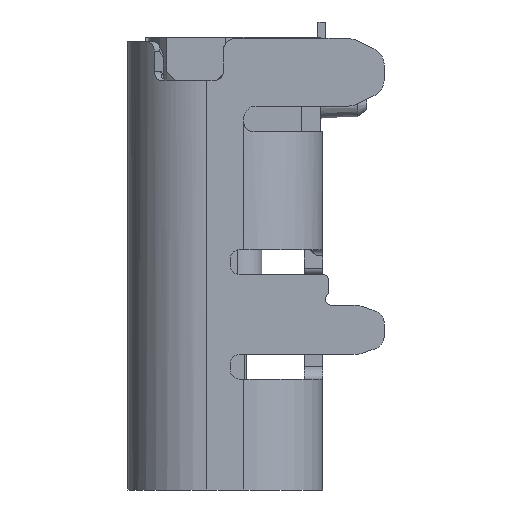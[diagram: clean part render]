
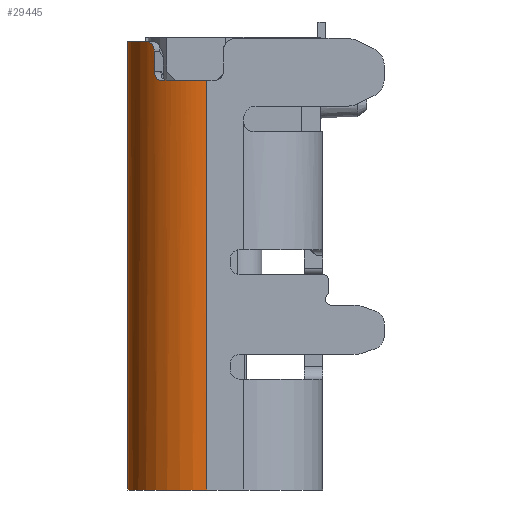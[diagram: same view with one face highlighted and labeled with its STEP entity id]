
A CAD part, left-side view. The second image highlights one B-rep face of the part: STEP entity #29445.
In plain terms, the highlighted cylindrical face has radius 1.28 mm (diameter 2.56 mm), a partial arc.
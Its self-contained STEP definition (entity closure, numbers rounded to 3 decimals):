
#53 = DIRECTION ( 'NONE',  ( 0., 0., -1. ) ) ;
#201 = CARTESIAN_POINT ( 'NONE',  ( -4.091, 1.205, -3.647 ) ) ;
#406 = CARTESIAN_POINT ( 'NONE',  ( -3.19, 0.295, -10.908 ) ) ;
#840 = CARTESIAN_POINT ( 'NONE',  ( -3.19, 1.575, -3.633 ) ) ;
#1574 = B_SPLINE_CURVE_WITH_KNOTS ( 'NONE', 3,
 ( #18456, #10589, #18959, #26634 ),
 .UNSPECIFIED., .F., .F.,
 ( 4, 4 ),
 ( 0., 1. ),
 .UNSPECIFIED. ) ;
#1677 = DIRECTION ( 'NONE',  ( 0., 0., -1. ) ) ;
#1944 = ORIENTED_EDGE ( 'NONE', *, *, #19377, .F. ) ;
#1946 = AXIS2_PLACEMENT_3D ( 'NONE', #23862, #31861, #21123 ) ;
#2196 = ORIENTED_EDGE ( 'NONE', *, *, #33198, .T. ) ;
#2439 = CARTESIAN_POINT ( 'NONE',  ( -4.19, 1.095, -4.242 ) ) ;
#2558 = CARTESIAN_POINT ( 'NONE',  ( -4.143, 1.15, -4.108 ) ) ;
#2586 = ORIENTED_EDGE ( 'NONE', *, *, #33106, .T. ) ;
#2670 = VERTEX_POINT ( 'NONE', #7569 ) ;
#3006 = VERTEX_POINT ( 'NONE', #10646 ) ;
#3974 = CARTESIAN_POINT ( 'NONE',  ( -4.237, 1.031, -4.258 ) ) ;
#4648 = CARTESIAN_POINT ( 'NONE',  ( -4.143, 1.15, -4.108 ) ) ;
#4996 = CARTESIAN_POINT ( 'NONE',  ( -4.143, 1.15, -4.147 ) ) ;
#5372 = DIRECTION ( 'NONE',  ( 0., 0., 1. ) ) ;
#5498 = CARTESIAN_POINT ( 'NONE',  ( -4.143, 1.15, -3.783 ) ) ;
#6099 = CARTESIAN_POINT ( 'NONE',  ( -4.47, 0.295, -10.908 ) ) ;
#6207 = CIRCLE ( 'NONE', #22618, 1.28 ) ;
#6294 = CARTESIAN_POINT ( 'NONE',  ( -4.237, 1.031, -4.258 ) ) ;
#6424 = EDGE_CURVE ( 'NONE', #25064, #26105, #14404, .T. ) ;
#7248 = CARTESIAN_POINT ( 'NONE',  ( -4.214, 1.064, -4.258 ) ) ;
#7569 = CARTESIAN_POINT ( 'NONE',  ( -4.031, 1.26, -3.633 ) ) ;
#8101 = VERTEX_POINT ( 'NONE', #2558 ) ;
#8484 = ORIENTED_EDGE ( 'NONE', *, *, #28406, .F. ) ;
#8495 = ORIENTED_EDGE ( 'NONE', *, *, #11099, .T. ) ;
#8496 = VERTEX_POINT ( 'NONE', #24714 ) ;
#9410 = VERTEX_POINT ( 'NONE', #6099 ) ;
#9681 = CARTESIAN_POINT ( 'NONE',  ( -4.154, 1.138, -4.185 ) ) ;
#9770 = CARTESIAN_POINT ( 'NONE',  ( -4.47, 0.295, -4.258 ) ) ;
#10491 = B_SPLINE_CURVE_WITH_KNOTS ( 'NONE', 3,
 ( #5498, #24007, #20931, #13259, #10846, #201, #15975, #21108 ),
 .UNSPECIFIED., .F., .F.,
 ( 4, 2, 2, 4 ),
 ( 0., 0.25, 0.5, 1. ),
 .UNSPECIFIED. ) ;
#10535 = AXIS2_PLACEMENT_3D ( 'NONE', #12449, #22853, #20633 ) ;
#10548 = CYLINDRICAL_SURFACE ( 'NONE', #29091, 1.28 ) ;
#10589 = CARTESIAN_POINT ( 'NONE',  ( -4.143, 1.15, -3.891 ) ) ;
#10646 = CARTESIAN_POINT ( 'NONE',  ( -3.19, 1.575, -10.908 ) ) ;
#10846 = CARTESIAN_POINT ( 'NONE',  ( -4.122, 1.172, -3.691 ) ) ;
#11037 = ORIENTED_EDGE ( 'NONE', *, *, #14635, .T. ) ;
#11093 = EDGE_CURVE ( 'NONE', #8496, #9410, #12171, .T. ) ;
#11099 = EDGE_CURVE ( 'NONE', #2670, #21165, #6207, .T. ) ;
#11235 = FACE_OUTER_BOUND ( 'NONE', #27247, .T. ) ;
#12015 = CARTESIAN_POINT ( 'NONE',  ( -4.368, 0.795, -4.258 ) ) ;
#12074 = VECTOR ( 'NONE', #28516, 1000. ) ;
#12171 = LINE ( 'NONE', #9770, #15546 ) ;
#12444 = AXIS2_PLACEMENT_3D ( 'NONE', #406, #5372, #18917 ) ;
#12449 = CARTESIAN_POINT ( 'NONE',  ( -3.19, 0.295, -4.258 ) ) ;
#13259 = CARTESIAN_POINT ( 'NONE',  ( -4.129, 1.165, -3.707 ) ) ;
#13292 = VERTEX_POINT ( 'NONE', #6294 ) ;
#14404 = CIRCLE ( 'NONE', #10535, 1.28 ) ;
#14635 = EDGE_CURVE ( 'NONE', #3006, #9410, #26057, .T. ) ;
#14901 = ORIENTED_EDGE ( 'NONE', *, *, #6424, .T. ) ;
#14937 = CARTESIAN_POINT ( 'NONE',  ( -3.19, 0.295, -3.633 ) ) ;
#15132 = EDGE_CURVE ( 'NONE', #33484, #2670, #10491, .T. ) ;
#15546 = VECTOR ( 'NONE', #1677, 1000. ) ;
#15975 = CARTESIAN_POINT ( 'NONE',  ( -4.064, 1.231, -3.633 ) ) ;
#16017 = CARTESIAN_POINT ( 'NONE',  ( -3.19, 0.295, -4.258 ) ) ;
#18418 = DIRECTION ( 'NONE',  ( 0., 0., 1. ) ) ;
#18456 = CARTESIAN_POINT ( 'NONE',  ( -4.143, 1.15, -3.783 ) ) ;
#18907 = ORIENTED_EDGE ( 'NONE', *, *, #11093, .F. ) ;
#18917 = DIRECTION ( 'NONE',  ( 0., 1., 0. ) ) ;
#18959 = CARTESIAN_POINT ( 'NONE',  ( -4.143, 1.15, -3.999 ) ) ;
#19377 = EDGE_CURVE ( 'NONE', #3006, #21165, #28033, .T. ) ;
#20185 = DIRECTION ( 'NONE',  ( 0., 0., -1. ) ) ;
#20633 = DIRECTION ( 'NONE',  ( -0.98, 0.197, 0. ) ) ;
#20931 = CARTESIAN_POINT ( 'NONE',  ( -4.14, 1.153, -3.744 ) ) ;
#21108 = CARTESIAN_POINT ( 'NONE',  ( -4.031, 1.26, -3.633 ) ) ;
#21123 = DIRECTION ( 'NONE',  ( -1., 0., 0. ) ) ;
#21165 = VERTEX_POINT ( 'NONE', #840 ) ;
#21492 = ORIENTED_EDGE ( 'NONE', *, *, #28663, .T. ) ;
#22417 = DIRECTION ( 'NONE',  ( -0.657, 0.754, 0. ) ) ;
#22495 = ORIENTED_EDGE ( 'NONE', *, *, #15132, .T. ) ;
#22618 = AXIS2_PLACEMENT_3D ( 'NONE', #14937, #20185, #22417 ) ;
#22853 = DIRECTION ( 'NONE',  ( 0., 0., -1. ) ) ;
#23366 = DIRECTION ( 'NONE',  ( -0.921, 0.391, 0. ) ) ;
#23862 = CARTESIAN_POINT ( 'NONE',  ( -3.19, 0.295, -4.258 ) ) ;
#24007 = CARTESIAN_POINT ( 'NONE',  ( -4.143, 1.15, -3.763 ) ) ;
#24714 = CARTESIAN_POINT ( 'NONE',  ( -4.47, 0.295, -4.258 ) ) ;
#25064 = VERTEX_POINT ( 'NONE', #28578 ) ;
#25499 = CARTESIAN_POINT ( 'NONE',  ( -3.19, 1.575, -10.908 ) ) ;
#26026 = CARTESIAN_POINT ( 'NONE',  ( -4.143, 1.15, -3.783 ) ) ;
#26057 = CIRCLE ( 'NONE', #12444, 1.28 ) ;
#26105 = VERTEX_POINT ( 'NONE', #12015 ) ;
#26634 = CARTESIAN_POINT ( 'NONE',  ( -4.143, 1.15, -4.108 ) ) ;
#26916 = CIRCLE ( 'NONE', #31282, 1.28 ) ;
#27247 = EDGE_LOOP ( 'NONE', ( #21492, #2586, #8484, #22495, #8495, #1944, #11037, #18907, #2196, #14901 ) ) ;
#27372 = B_SPLINE_CURVE_WITH_KNOTS ( 'NONE', 3,
 ( #3974, #7248, #2439, #9681, #4996, #4648 ),
 .UNSPECIFIED., .F., .F.,
 ( 4, 2, 4 ),
 ( 0., 0.5, 1. ),
 .UNSPECIFIED. ) ;
#28033 = LINE ( 'NONE', #25499, #12074 ) ;
#28406 = EDGE_CURVE ( 'NONE', #33484, #8101, #1574, .T. ) ;
#28516 = DIRECTION ( 'NONE',  ( 0., 0., 1. ) ) ;
#28578 = CARTESIAN_POINT ( 'NONE',  ( -4.445, 0.547, -4.258 ) ) ;
#28663 = EDGE_CURVE ( 'NONE', #26105, #13292, #26916, .T. ) ;
#29091 = AXIS2_PLACEMENT_3D ( 'NONE', #31389, #18418, #29143 ) ;
#29143 = DIRECTION ( 'NONE',  ( -0.999, -0.051, 0. ) ) ;
#29285 = CIRCLE ( 'NONE', #1946, 1.28 ) ;
#29445 = ADVANCED_FACE ( 'NONE', ( #11235 ), #10548, .T. ) ;
#31282 = AXIS2_PLACEMENT_3D ( 'NONE', #16017, #53, #23366 ) ;
#31389 = CARTESIAN_POINT ( 'NONE',  ( -3.19, 0.295, -7.269 ) ) ;
#31861 = DIRECTION ( 'NONE',  ( 0., 0., -1. ) ) ;
#33106 = EDGE_CURVE ( 'NONE', #13292, #8101, #27372, .T. ) ;
#33198 = EDGE_CURVE ( 'NONE', #8496, #25064, #29285, .T. ) ;
#33484 = VERTEX_POINT ( 'NONE', #26026 ) ;
